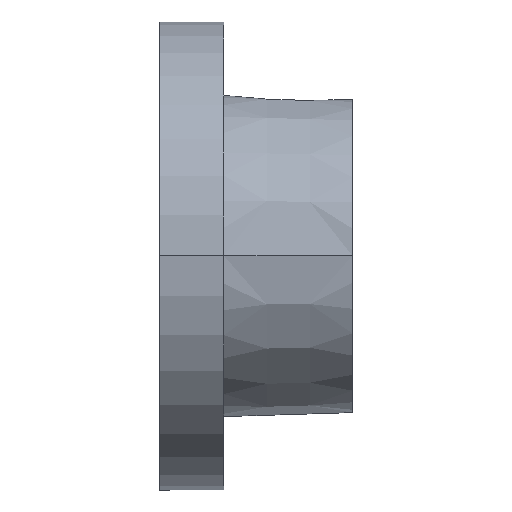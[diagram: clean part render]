
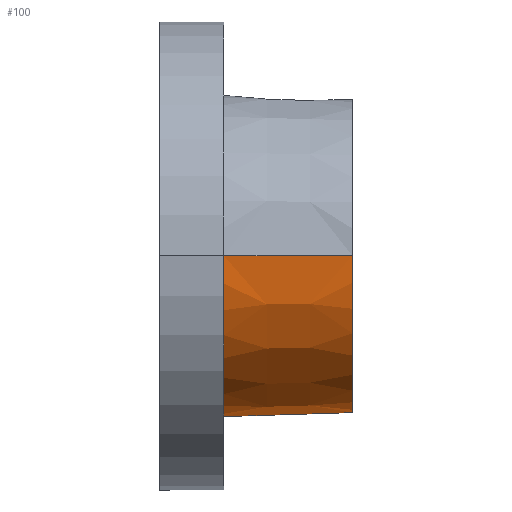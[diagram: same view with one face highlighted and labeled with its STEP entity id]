
A CAD part, top view. The second image highlights one B-rep face of the part: STEP entity #100.
In plain terms, the highlighted conical face has half-angle 1.79 degrees and reference radius 27.781 mm.
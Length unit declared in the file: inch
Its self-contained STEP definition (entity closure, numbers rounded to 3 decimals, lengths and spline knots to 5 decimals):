
#3 = DIRECTION ( 'NONE',  ( 0., 0., -1. ) ) ;
#31 = ORIENTED_EDGE ( 'NONE', *, *, #437, .T. ) ;
#47 = CIRCLE ( 'NONE', #358, 1.09375 ) ;
#76 = CARTESIAN_POINT ( 'NONE',  ( 0.875, -1.06626, 0.01861 ) ) ;
#100 = ADVANCED_FACE ( 'NONE', ( #515 ), #586, .T. ) ;
#149 = DIRECTION ( 'NONE',  ( -1., 0., 0.031 ) ) ;
#164 = CARTESIAN_POINT ( 'NONE',  ( 0., 0., 1.09484 ) ) ;
#206 = CARTESIAN_POINT ( 'NONE',  ( 0., -1.0936, 0.01909 ) ) ;
#236 = EDGE_CURVE ( 'NONE', #289, #314, #790, .T. ) ;
#271 = AXIS2_PLACEMENT_3D ( 'NONE', #633, #640, #470 ) ;
#285 = EDGE_CURVE ( 'NONE', #289, #916, #508, .T. ) ;
#289 = VERTEX_POINT ( 'NONE', #982 ) ;
#302 = CARTESIAN_POINT ( 'NONE',  ( 0.58333, -1.07537, 0.01877 ) ) ;
#314 = VERTEX_POINT ( 'NONE', #509 ) ;
#358 = AXIS2_PLACEMENT_3D ( 'NONE', #951, #457, #3 ) ;
#378 = CARTESIAN_POINT ( 'NONE',  ( 0., -1.0936, 0.01909 ) ) ;
#396 = EDGE_CURVE ( 'NONE', #916, #764, #885, .T. ) ;
#437 = EDGE_CURVE ( 'NONE', #314, #764, #47, .T. ) ;
#457 = DIRECTION ( 'NONE',  ( 1., 0., 0. ) ) ;
#470 = DIRECTION ( 'NONE',  ( 0., 0., -1. ) ) ;
#508 = CIRCLE ( 'NONE', #855, 1.0664 ) ;
#509 = CARTESIAN_POINT ( 'NONE',  ( 0., 0., 1.09484 ) ) ;
#515 = FACE_OUTER_BOUND ( 'NONE', #642, .T. ) ;
#533 = ORIENTED_EDGE ( 'NONE', *, *, #285, .F. ) ;
#586 = CONICAL_SURFACE ( 'NONE', #271, 1.09375, 0.031 ) ;
#627 = ORIENTED_EDGE ( 'NONE', *, *, #396, .F. ) ;
#633 = CARTESIAN_POINT ( 'NONE',  ( 0., 0., 0.00109 ) ) ;
#640 = DIRECTION ( 'NONE',  ( -1., 0., 0. ) ) ;
#642 = EDGE_LOOP ( 'NONE', ( #533, #913, #31, #627 ) ) ;
#764 = VERTEX_POINT ( 'NONE', #206 ) ;
#790 = LINE ( 'NONE', #164, #857 ) ;
#855 = AXIS2_PLACEMENT_3D ( 'NONE', #1031, #1026, #978 ) ;
#857 = VECTOR ( 'NONE', #149, 39.37008 ) ;
#858 = CARTESIAN_POINT ( 'NONE',  ( 0.875, -1.06626, 0.01861 ) ) ;
#860 = CARTESIAN_POINT ( 'NONE',  ( 0.29167, -1.08449, 0.01893 ) ) ;
#885 = B_SPLINE_CURVE_WITH_KNOTS ( 'NONE', 3,
 ( #858, #302, #860, #378 ),
 .UNSPECIFIED., .F., .F.,
 ( 4, 4 ),
 ( 0., 0.02224 ),
 .UNSPECIFIED. ) ;
#913 = ORIENTED_EDGE ( 'NONE', *, *, #236, .T. ) ;
#916 = VERTEX_POINT ( 'NONE', #76 ) ;
#951 = CARTESIAN_POINT ( 'NONE',  ( 0., 0., 0.00109 ) ) ;
#978 = DIRECTION ( 'NONE',  ( 0., 0., -1. ) ) ;
#982 = CARTESIAN_POINT ( 'NONE',  ( 0.875, 0., 1.0675 ) ) ;
#1026 = DIRECTION ( 'NONE',  ( 1., 0., 0. ) ) ;
#1031 = CARTESIAN_POINT ( 'NONE',  ( 0.875, 0., 0.00109 ) ) ;
